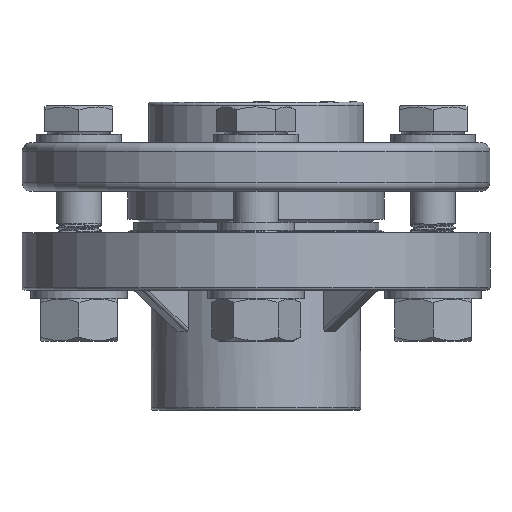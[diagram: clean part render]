
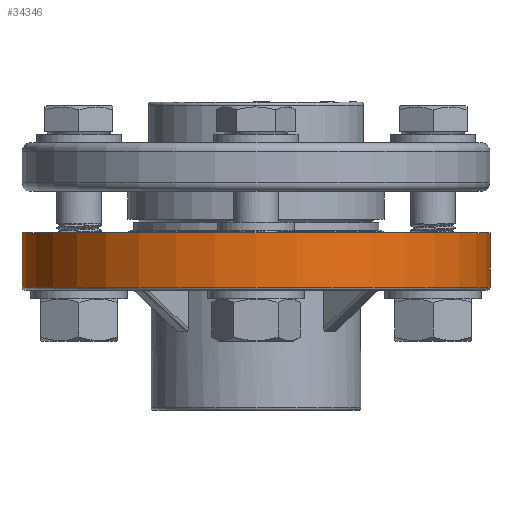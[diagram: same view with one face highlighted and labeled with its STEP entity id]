
A CAD part, front view. The second image highlights one B-rep face of the part: STEP entity #34346.
In plain terms, the highlighted cylindrical face has radius 82.6 mm (diameter 165.2 mm), a full revolution.
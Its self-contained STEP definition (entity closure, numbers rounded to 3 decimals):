
#1178=CYLINDRICAL_SURFACE('',#36627,82.6);
#4138=LINE('',#50251,#6938);
#6938=VECTOR('',#39857,82.6);
#9428=FACE_OUTER_BOUND('',#11473,.T.);
#11473=EDGE_LOOP('',(#24764,#24765,#24766,#24767));
#13461=CIRCLE('',#36628,82.6);
#13462=CIRCLE('',#36629,82.6);
#14648=VERTEX_POINT('',#50248);
#14649=VERTEX_POINT('',#50250);
#18501=EDGE_CURVE('',#14648,#14648,#13461,.T.);
#18502=EDGE_CURVE('',#14648,#14649,#4138,.T.);
#18503=EDGE_CURVE('',#14649,#14649,#13462,.T.);
#24764=ORIENTED_EDGE('',*,*,#18501,.T.);
#24765=ORIENTED_EDGE('',*,*,#18502,.T.);
#24766=ORIENTED_EDGE('',*,*,#18503,.T.);
#24767=ORIENTED_EDGE('',*,*,#18502,.F.);
#34346=ADVANCED_FACE('',(#9428),#1178,.T.);
#36627=AXIS2_PLACEMENT_3D('',#50247,#39853,#39854);
#36628=AXIS2_PLACEMENT_3D('',#50249,#39855,#39856);
#36629=AXIS2_PLACEMENT_3D('',#50252,#39858,#39859);
#39853=DIRECTION('center_axis',(0.,0.,
1.));
#39854=DIRECTION('ref_axis',(1.,0.,0.));
#39855=DIRECTION('center_axis',(0.,0.,
-1.));
#39856=DIRECTION('ref_axis',(1.,0.,0.));
#39857=DIRECTION('',(0.,0.,-1.));
#39858=DIRECTION('center_axis',(0.,0.,
1.));
#39859=DIRECTION('ref_axis',(1.,0.,0.));
#50247=CARTESIAN_POINT('Origin',(560.,0.,21.));
#50248=CARTESIAN_POINT('',(477.4,0.,40.3));
#50249=CARTESIAN_POINT('Origin',(560.,0.,40.3));
#50250=CARTESIAN_POINT('',(477.4,0.,21.));
#50251=CARTESIAN_POINT('',(477.4,0.,21.));
#50252=CARTESIAN_POINT('Origin',(560.,0.,21.));
